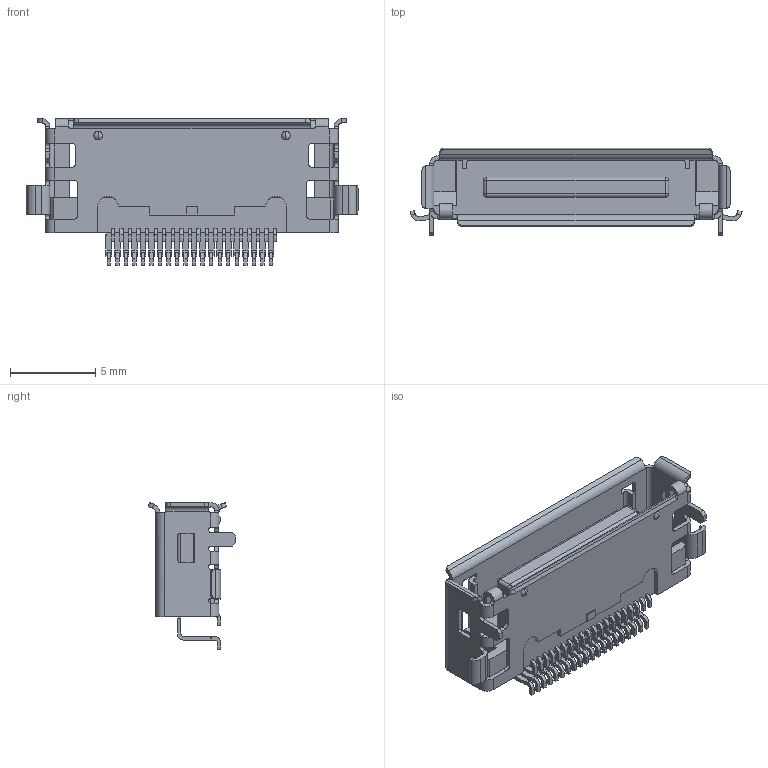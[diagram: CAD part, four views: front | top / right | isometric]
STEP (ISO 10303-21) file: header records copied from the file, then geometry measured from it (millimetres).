
FILE_DESCRIPTION (( 'STEP AP203' ), '1' );
FILE_NAME ('K3D-DD2R040HP2-R2 JAE Connector Division Proprietary.STEP', '2008-04-15T00:47:02', ( '' ), ( '' ), 'SwSTEP 2.0', 'SolidWorks 2006052', '' );
FILE_SCHEMA (( 'CONFIG_CONTROL_DESIGN' ));
Length unit declared in the file: millimetre
Products named in the file (1): K3D-DD2R040HP2-R2 JAE Connector Division Proprietary
Bounding box: 19.45 x 5.15 x 8.6 mm (x, y, z)
Volume: 211.5 mm3; surface area: 789.5 mm2
Topology: 1 solids, 1 shells, 945 faces, 2678 edges, 1760 vertices
Faces by surface type: plane 707, cylinder 230, sphere 8
Entity records: 30595 total; most frequent: CARTESIAN_POINT 5638, ORIENTED_EDGE 5348, DIRECTION 4978, EDGE_CURVE 2674, VECTOR 2150, LINE 2150, VERTEX_POINT 1760, AXIS2_PLACEMENT_3D 1414
